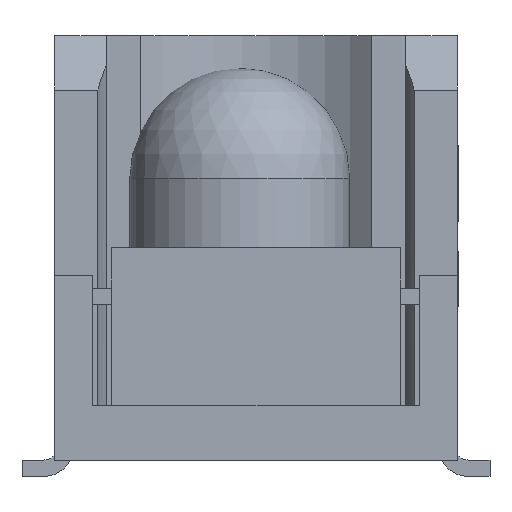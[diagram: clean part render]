
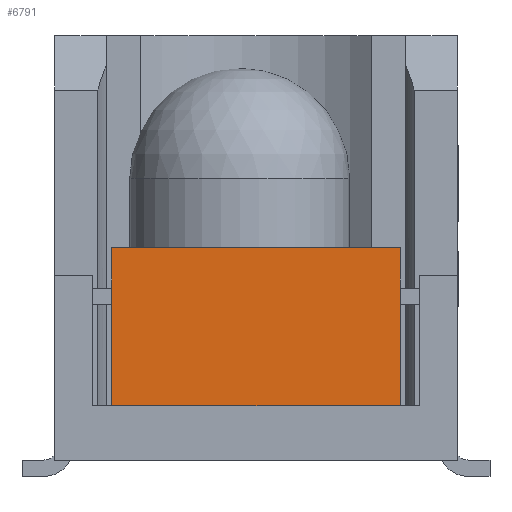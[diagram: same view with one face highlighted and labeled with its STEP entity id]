
A CAD part, left-side view. The second image highlights one B-rep face of the part: STEP entity #6791.
In plain terms, the highlighted planar face has unit normal (-1, 0, 0).
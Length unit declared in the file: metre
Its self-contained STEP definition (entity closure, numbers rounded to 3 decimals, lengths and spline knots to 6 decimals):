
#1169=ORIENTED_EDGE('',*,*,#2985,.F.);
#1170=ORIENTED_EDGE('',*,*,#3077,.T.);
#1171=ORIENTED_EDGE('',*,*,#3001,.T.);
#1172=ORIENTED_EDGE('',*,*,#3078,.F.);
#1173=ORIENTED_EDGE('',*,*,#3079,.F.);
#2985=EDGE_CURVE('',#3968,#3966,#4533,.T.);
#3001=EDGE_CURVE('',#3985,#3983,#4544,.T.);
#3077=EDGE_CURVE('',#3968,#3985,#4613,.T.);
#3078=EDGE_CURVE('',#4031,#3983,#4614,.T.);
#3079=EDGE_CURVE('',#3966,#4031,#4615,.T.);
#3966=VERTEX_POINT('',#11061);
#3968=VERTEX_POINT('',#11065);
#3983=VERTEX_POINT('',#11097);
#3985=VERTEX_POINT('',#11100);
#4031=VERTEX_POINT('',#11249);
#4533=LINE('',#11066,#5219);
#4544=LINE('',#11099,#5230);
#4613=LINE('',#11247,#5299);
#4614=LINE('',#11248,#5300);
#4615=LINE('',#11250,#5301);
#5219=VECTOR('',#9303,1.);
#5230=VECTOR('',#9326,1.);
#5299=VECTOR('',#9461,1.);
#5300=VECTOR('',#9462,1.);
#5301=VECTOR('',#9463,1.);
#5821=EDGE_LOOP('',(#1169,#1170,#1171,#1172,#1173));
#6209=FACE_BOUND('',#5821,.T.);
#6575=PLANE('',#8883);
#6791=ADVANCED_FACE('',(#6209),#6575,.F.);
#8883=AXIS2_PLACEMENT_3D('',#11246,#9459,#9460);
#9303=DIRECTION('',(0.,-1.,0.));
#9326=DIRECTION('',(0.,-1.,0.));
#9459=DIRECTION('',(1.,0.,0.));
#9460=DIRECTION('',(0.,1.,0.));
#9461=DIRECTION('',(0.,0.,-1.));
#9462=DIRECTION('',(0.,0.,-1.));
#9463=DIRECTION('',(0.,-1.,0.));
#11061=CARTESIAN_POINT('',(-0.00295,0.00015,0.00195));
#11065=CARTESIAN_POINT('',(-0.00295,0.001325,0.00195));
#11066=CARTESIAN_POINT('',(-0.00295,0.,0.00195));
#11097=CARTESIAN_POINT('',(-0.00295,-0.001325,0.0005));
#11099=CARTESIAN_POINT('',(-0.00295,0.,0.0005));
#11100=CARTESIAN_POINT('',(-0.00295,0.001325,0.0005));
#11246=CARTESIAN_POINT('',(-0.00295,0.,0.260568));
#11247=CARTESIAN_POINT('',(-0.00295,0.001325,0.260568));
#11248=CARTESIAN_POINT('',(-0.00295,-0.001325,0.260568));
#11249=CARTESIAN_POINT('',(-0.00295,-0.001325,0.00195));
#11250=CARTESIAN_POINT('',(-0.00295,0.,0.00195));
